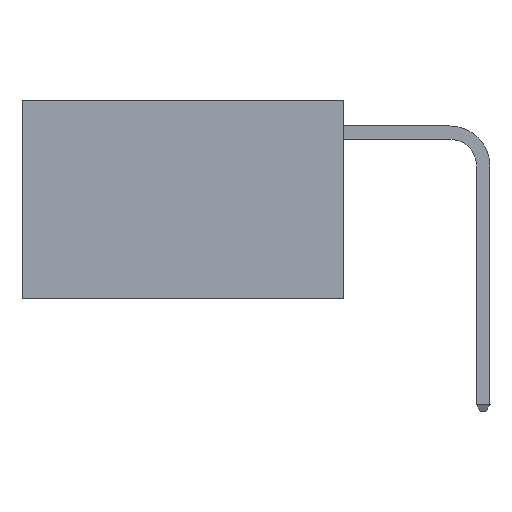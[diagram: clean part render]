
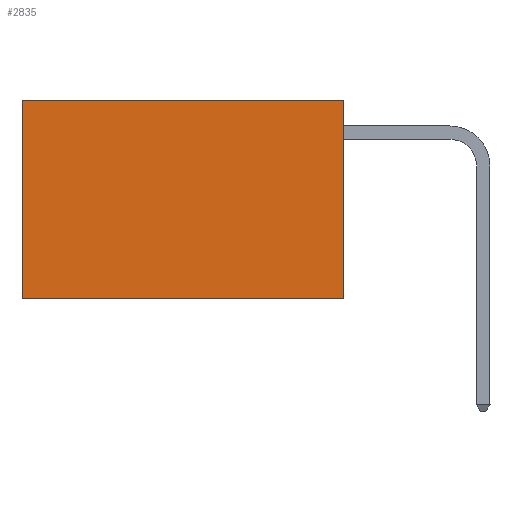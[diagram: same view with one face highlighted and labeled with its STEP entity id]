
A CAD part, left-side view. The second image highlights one B-rep face of the part: STEP entity #2835.
In plain terms, the highlighted planar face has unit normal (-1, 0, 0).
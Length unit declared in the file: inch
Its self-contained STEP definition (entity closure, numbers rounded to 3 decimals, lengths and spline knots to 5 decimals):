
#129 = EDGE_CURVE ( 'NONE', #15115, #13067, #9631, .T. ) ;
#365 = LINE ( 'NONE', #9514, #5125 ) ;
#442 = DIRECTION ( 'NONE',  ( 0., 0., -1. ) ) ;
#1679 = CARTESIAN_POINT ( 'NONE',  ( 0.2625, 0., 0. ) ) ;
#1763 = DIRECTION ( 'NONE',  ( 0., 0., -1. ) ) ;
#2264 = CARTESIAN_POINT ( 'NONE',  ( 0.2625, 0., 0. ) ) ;
#2380 = CARTESIAN_POINT ( 'NONE',  ( 0.2625, 0., 0. ) ) ;
#2835 = ADVANCED_FACE ( 'NONE', ( #6632 ), #2946, .F. ) ;
#2946 = PLANE ( 'NONE',  #4679 ) ;
#3623 = CARTESIAN_POINT ( 'NONE',  ( 0.2625, 0.6, 0. ) ) ;
#4556 = EDGE_CURVE ( 'NONE', #15115, #12386, #9757, .T. ) ;
#4679 = AXIS2_PLACEMENT_3D ( 'NONE', #1679, #8135, #1763 ) ;
#5125 = VECTOR ( 'NONE', #442, 39.37008 ) ;
#6163 = VECTOR ( 'NONE', #14220, 39.37008 ) ;
#6632 = FACE_OUTER_BOUND ( 'NONE', #14655, .T. ) ;
#6749 = ORIENTED_EDGE ( 'NONE', *, *, #12769, .F. ) ;
#6804 = VERTEX_POINT ( 'NONE', #12978 ) ;
#8028 = ORIENTED_EDGE ( 'NONE', *, *, #129, .T. ) ;
#8135 = DIRECTION ( 'NONE',  ( 1., 0., 0. ) ) ;
#8161 = CARTESIAN_POINT ( 'NONE',  ( 0.2625, 0., -0.37 ) ) ;
#8303 = ORIENTED_EDGE ( 'NONE', *, *, #15577, .T. ) ;
#8445 = DIRECTION ( 'NONE',  ( 0., 1., 0. ) ) ;
#9514 = CARTESIAN_POINT ( 'NONE',  ( 0.2625, 0.6, 0. ) ) ;
#9631 = LINE ( 'NONE', #13504, #10122 ) ;
#9757 = LINE ( 'NONE', #2380, #15024 ) ;
#10122 = VECTOR ( 'NONE', #8445, 39.37008 ) ;
#11103 = DIRECTION ( 'NONE',  ( 0., 0., -1. ) ) ;
#12386 = VERTEX_POINT ( 'NONE', #8161 ) ;
#12769 = EDGE_CURVE ( 'NONE', #12386, #6804, #13124, .T. ) ;
#12978 = CARTESIAN_POINT ( 'NONE',  ( 0.2625, 0.6, -0.37 ) ) ;
#13067 = VERTEX_POINT ( 'NONE', #3623 ) ;
#13124 = LINE ( 'NONE', #15738, #6163 ) ;
#13504 = CARTESIAN_POINT ( 'NONE',  ( 0.2625, 0., 0. ) ) ;
#14220 = DIRECTION ( 'NONE',  ( 0., 1., 0. ) ) ;
#14655 = EDGE_LOOP ( 'NONE', ( #8303, #6749, #15193, #8028 ) ) ;
#15024 = VECTOR ( 'NONE', #11103, 39.37008 ) ;
#15115 = VERTEX_POINT ( 'NONE', #2264 ) ;
#15193 = ORIENTED_EDGE ( 'NONE', *, *, #4556, .F. ) ;
#15577 = EDGE_CURVE ( 'NONE', #13067, #6804, #365, .T. ) ;
#15738 = CARTESIAN_POINT ( 'NONE',  ( 0.2625, 0., -0.37 ) ) ;
